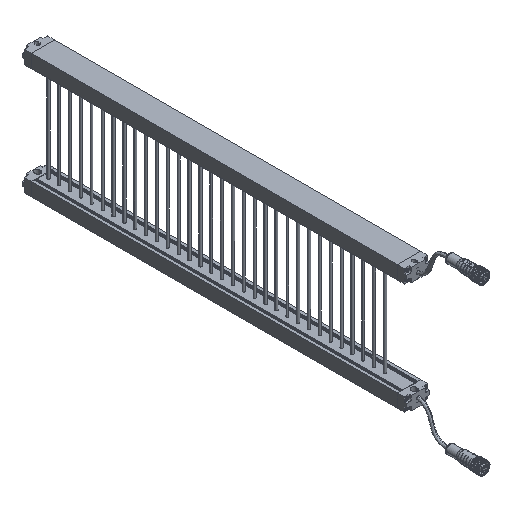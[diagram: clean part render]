
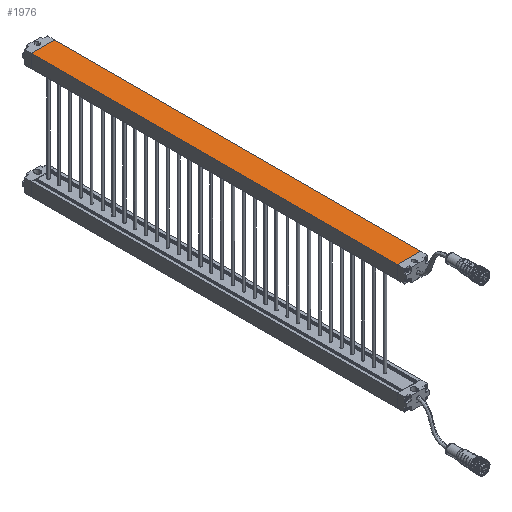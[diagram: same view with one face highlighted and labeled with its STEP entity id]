
A CAD part, isometric view. The second image highlights one B-rep face of the part: STEP entity #1976.
In plain terms, the highlighted planar face has unit normal (0, 0, 1).
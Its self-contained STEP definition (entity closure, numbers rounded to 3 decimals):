
#1485=DIRECTION('',(0.,1.,0.));
#1486=VECTOR('',#1485,472.);
#1487=CARTESIAN_POINT('',(29.,12.,33.2));
#1488=LINE('',#1487,#1486);
#1489=DIRECTION('',(1.,0.,0.));
#1490=VECTOR('',#1489,30.);
#1491=CARTESIAN_POINT('',(-1.,484.,33.2));
#1492=LINE('',#1491,#1490);
#1493=DIRECTION('',(-1.,0.,0.));
#1494=VECTOR('',#1493,30.);
#1495=CARTESIAN_POINT('',(29.,12.,33.2));
#1496=LINE('',#1495,#1494);
#1501=DIRECTION('',(0.,-1.,0.));
#1502=VECTOR('',#1501,472.);
#1503=CARTESIAN_POINT('',(-1.,484.,33.2));
#1504=LINE('',#1503,#1502);
#1735=CARTESIAN_POINT('',(29.,12.,33.2));
#1736=VERTEX_POINT('',#1735);
#1737=CARTESIAN_POINT('',(-1.,12.,33.2));
#1738=VERTEX_POINT('',#1737);
#1793=CARTESIAN_POINT('',(29.,484.,33.2));
#1794=VERTEX_POINT('',#1793);
#1795=CARTESIAN_POINT('',(-1.,484.,33.2));
#1796=VERTEX_POINT('',#1795);
#1964=CARTESIAN_POINT('',(0.,0.,33.2));
#1965=DIRECTION('',(0.,0.,1.));
#1966=DIRECTION('',(1.,0.,0.));
#1967=AXIS2_PLACEMENT_3D('',#1964,#1965,#1966);
#1968=PLANE('',#1967);
#1969=ORIENTED_EDGE('',*,*,#1822,.T.);
#1970=ORIENTED_EDGE('',*,*,#1959,.F.);
#1971=ORIENTED_EDGE('',*,*,#1946,.T.);
#1973=ORIENTED_EDGE('',*,*,#1972,.F.);
#1974=EDGE_LOOP('',(#1969,#1970,#1971,#1973));
#1975=FACE_OUTER_BOUND('',#1974,.F.);
#1822=EDGE_CURVE('',#1796,#1794,#1492,.T.);
#1946=EDGE_CURVE('',#1736,#1738,#1496,.T.);
#1959=EDGE_CURVE('',#1736,#1794,#1488,.T.);
#1972=EDGE_CURVE('',#1796,#1738,#1504,.T.);
#1976=ADVANCED_FACE('',(#1975),#1968,.T.);
